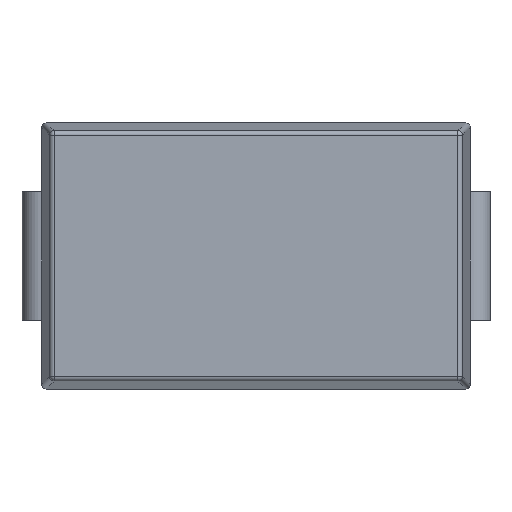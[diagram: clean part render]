
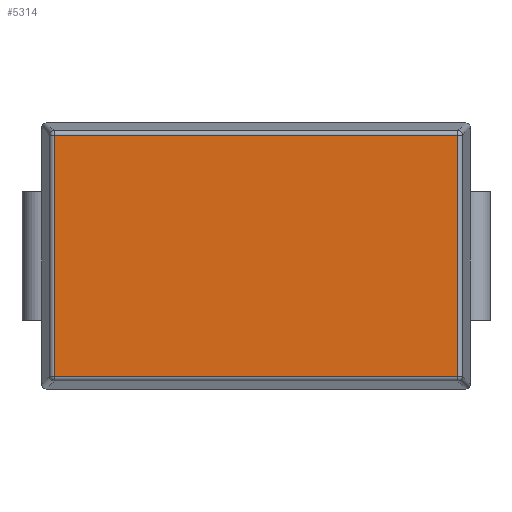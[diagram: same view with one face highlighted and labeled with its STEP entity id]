
A CAD part, top view. The second image highlights one B-rep face of the part: STEP entity #5314.
In plain terms, the highlighted planar face has unit normal (0, 0, 1).
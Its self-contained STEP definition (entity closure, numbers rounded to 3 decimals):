
#4473 = CYLINDRICAL_SURFACE('',#4474,0.05);
#4474 = AXIS2_PLACEMENT_3D('',#4475,#4476,#4477);
#4475 = CARTESIAN_POINT('',(0.092,0.137,1.9));
#4476 = DIRECTION('',(1.,0.,0.));
#4477 = DIRECTION('',(0.,-0.995,0.105));
#4737 = CYLINDRICAL_SURFACE('',#4738,0.05);
#4738 = AXIS2_PLACEMENT_3D('',#4739,#4740,#4741);
#4739 = CARTESIAN_POINT('',(0.092,2.813,1.9));
#4740 = DIRECTION('',(1.,0.,0.));
#4741 = DIRECTION('',(0.,0.995,0.105));
#4916 = VERTEX_POINT('',#4917);
#4917 = CARTESIAN_POINT('',(0.137,0.137,1.95));
#4939 = EDGE_CURVE('',#4916,#4940,#4942,.T.);
#4940 = VERTEX_POINT('',#4941);
#4941 = CARTESIAN_POINT('',(4.613,0.137,1.95));
#4942 = SURFACE_CURVE('',#4943,(#4947,#4954),.PCURVE_S1.);
#4943 = LINE('',#4944,#4945);
#4944 = CARTESIAN_POINT('',(0.092,0.137,1.95));
#4945 = VECTOR('',#4946,1.);
#4946 = DIRECTION('',(1.,0.,0.));
#4947 = PCURVE('',#4473,#4948);
#4948 = DEFINITIONAL_REPRESENTATION('',(#4949),#4953);
#4949 = LINE('',#4950,#4951);
#4950 = CARTESIAN_POINT('',(-1.466,0.));
#4951 = VECTOR('',#4952,1.);
#4952 = DIRECTION('',(0.,1.));
#4953 = ( GEOMETRIC_REPRESENTATION_CONTEXT(2) 
PARAMETRIC_REPRESENTATION_CONTEXT() REPRESENTATION_CONTEXT('2D SPACE',''
  ) );
#4954 = PCURVE('',#4955,#4960);
#4955 = PLANE('',#4956);
#4956 = AXIS2_PLACEMENT_3D('',#4957,#4958,#4959);
#4957 = CARTESIAN_POINT('',(0.,0.,1.95));
#4958 = DIRECTION('',(0.,0.,1.));
#4959 = DIRECTION('',(1.,0.,0.));
#4960 = DEFINITIONAL_REPRESENTATION('',(#4961),#4965);
#4961 = LINE('',#4962,#4963);
#4962 = CARTESIAN_POINT('',(0.092,0.137));
#4963 = VECTOR('',#4964,1.);
#4964 = DIRECTION('',(1.,0.));
#4965 = ( GEOMETRIC_REPRESENTATION_CONTEXT(2) 
PARAMETRIC_REPRESENTATION_CONTEXT() REPRESENTATION_CONTEXT('2D SPACE',''
  ) );
#5011 = CYLINDRICAL_SURFACE('',#5012,0.05);
#5012 = AXIS2_PLACEMENT_3D('',#5013,#5014,#5015);
#5013 = CARTESIAN_POINT('',(0.137,0.092,1.9));
#5014 = DIRECTION('',(0.,1.,0.));
#5015 = DIRECTION('',(-0.995,0.,0.105));
#5148 = VERTEX_POINT('',#5149);
#5149 = CARTESIAN_POINT('',(0.137,2.813,1.95));
#5171 = EDGE_CURVE('',#5148,#5172,#5174,.T.);
#5172 = VERTEX_POINT('',#5173);
#5173 = CARTESIAN_POINT('',(4.613,2.813,1.95));
#5174 = SURFACE_CURVE('',#5175,(#5179,#5186),.PCURVE_S1.);
#5175 = LINE('',#5176,#5177);
#5176 = CARTESIAN_POINT('',(0.092,2.813,1.95));
#5177 = VECTOR('',#5178,1.);
#5178 = DIRECTION('',(1.,0.,0.));
#5179 = PCURVE('',#4737,#5180);
#5180 = DEFINITIONAL_REPRESENTATION('',(#5181),#5185);
#5181 = LINE('',#5182,#5183);
#5182 = CARTESIAN_POINT('',(1.466,0.));
#5183 = VECTOR('',#5184,1.);
#5184 = DIRECTION('',(0.,1.));
#5185 = ( GEOMETRIC_REPRESENTATION_CONTEXT(2) 
PARAMETRIC_REPRESENTATION_CONTEXT() REPRESENTATION_CONTEXT('2D SPACE',''
  ) );
#5186 = PCURVE('',#4955,#5187);
#5187 = DEFINITIONAL_REPRESENTATION('',(#5188),#5192);
#5188 = LINE('',#5189,#5190);
#5189 = CARTESIAN_POINT('',(0.092,2.813));
#5190 = VECTOR('',#5191,1.);
#5191 = DIRECTION('',(1.,0.));
#5192 = ( GEOMETRIC_REPRESENTATION_CONTEXT(2) 
PARAMETRIC_REPRESENTATION_CONTEXT() REPRESENTATION_CONTEXT('2D SPACE',''
  ) );
#5236 = CYLINDRICAL_SURFACE('',#5237,0.05);
#5237 = AXIS2_PLACEMENT_3D('',#5238,#5239,#5240);
#5238 = CARTESIAN_POINT('',(4.613,0.092,1.9));
#5239 = DIRECTION('',(0.,1.,0.));
#5240 = DIRECTION('',(0.995,0.,0.105));
#5314 = ADVANCED_FACE('',(#5315),#4955,.T.);
#5315 = FACE_BOUND('',#5316,.T.);
#5316 = EDGE_LOOP('',(#5317,#5338,#5339,#5360));
#5317 = ORIENTED_EDGE('',*,*,#5318,.F.);
#5318 = EDGE_CURVE('',#4916,#5148,#5319,.T.);
#5319 = SURFACE_CURVE('',#5320,(#5324,#5331),.PCURVE_S1.);
#5320 = LINE('',#5321,#5322);
#5321 = CARTESIAN_POINT('',(0.137,0.092,1.95));
#5322 = VECTOR('',#5323,1.);
#5323 = DIRECTION('',(0.,1.,0.));
#5324 = PCURVE('',#4955,#5325);
#5325 = DEFINITIONAL_REPRESENTATION('',(#5326),#5330);
#5326 = LINE('',#5327,#5328);
#5327 = CARTESIAN_POINT('',(0.137,0.092));
#5328 = VECTOR('',#5329,1.);
#5329 = DIRECTION('',(0.,1.));
#5330 = ( GEOMETRIC_REPRESENTATION_CONTEXT(2) 
PARAMETRIC_REPRESENTATION_CONTEXT() REPRESENTATION_CONTEXT('2D SPACE',''
  ) );
#5331 = PCURVE('',#5011,#5332);
#5332 = DEFINITIONAL_REPRESENTATION('',(#5333),#5337);
#5333 = LINE('',#5334,#5335);
#5334 = CARTESIAN_POINT('',(1.466,0.));
#5335 = VECTOR('',#5336,1.);
#5336 = DIRECTION('',(0.,1.));
#5337 = ( GEOMETRIC_REPRESENTATION_CONTEXT(2) 
PARAMETRIC_REPRESENTATION_CONTEXT() REPRESENTATION_CONTEXT('2D SPACE',''
  ) );
#5338 = ORIENTED_EDGE('',*,*,#4939,.T.);
#5339 = ORIENTED_EDGE('',*,*,#5340,.T.);
#5340 = EDGE_CURVE('',#4940,#5172,#5341,.T.);
#5341 = SURFACE_CURVE('',#5342,(#5346,#5353),.PCURVE_S1.);
#5342 = LINE('',#5343,#5344);
#5343 = CARTESIAN_POINT('',(4.613,0.092,1.95));
#5344 = VECTOR('',#5345,1.);
#5345 = DIRECTION('',(0.,1.,0.));
#5346 = PCURVE('',#4955,#5347);
#5347 = DEFINITIONAL_REPRESENTATION('',(#5348),#5352);
#5348 = LINE('',#5349,#5350);
#5349 = CARTESIAN_POINT('',(4.613,0.092));
#5350 = VECTOR('',#5351,1.);
#5351 = DIRECTION('',(0.,1.));
#5352 = ( GEOMETRIC_REPRESENTATION_CONTEXT(2) 
PARAMETRIC_REPRESENTATION_CONTEXT() REPRESENTATION_CONTEXT('2D SPACE',''
  ) );
#5353 = PCURVE('',#5236,#5354);
#5354 = DEFINITIONAL_REPRESENTATION('',(#5355),#5359);
#5355 = LINE('',#5356,#5357);
#5356 = CARTESIAN_POINT('',(-1.466,0.));
#5357 = VECTOR('',#5358,1.);
#5358 = DIRECTION('',(0.,1.));
#5359 = ( GEOMETRIC_REPRESENTATION_CONTEXT(2) 
PARAMETRIC_REPRESENTATION_CONTEXT() REPRESENTATION_CONTEXT('2D SPACE',''
  ) );
#5360 = ORIENTED_EDGE('',*,*,#5171,.F.);
